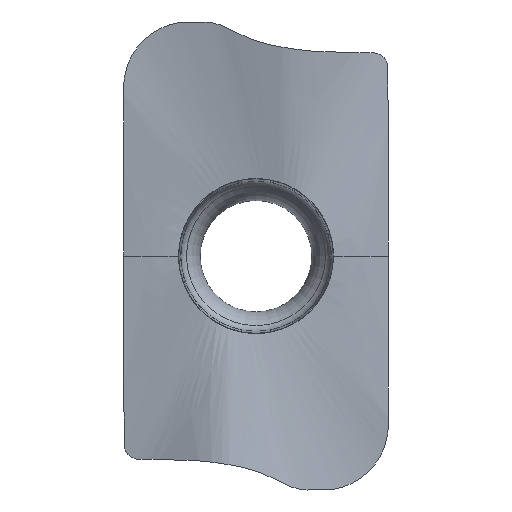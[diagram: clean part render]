
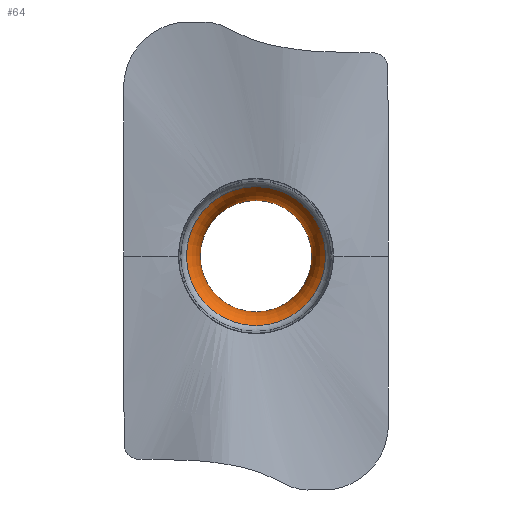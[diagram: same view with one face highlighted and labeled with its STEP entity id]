
A CAD part, top view. The second image highlights one B-rep face of the part: STEP entity #64.
In plain terms, the highlighted toroidal (fillet/blend) face has major radius 2.6 mm and minor radius 1.2 mm.
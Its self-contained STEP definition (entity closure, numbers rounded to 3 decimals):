
#37=TOROIDAL_SURFACE('',#269,2.6,1.2);
#64=ADVANCED_FACE('',(#86,#87),#37,.T.);
#73=CIRCLE('',#263,1.4);
#75=CIRCLE('',#266,1.746);
#86=FACE_BOUND('',#106,.T.);
#87=FACE_BOUND('',#107,.T.);
#106=EDGE_LOOP('',(#158));
#107=EDGE_LOOP('',(#159));
#158=ORIENTED_EDGE('',*,*,#201,.T.);
#159=ORIENTED_EDGE('',*,*,#203,.F.);
#175=VERTEX_POINT('',#4954);
#177=VERTEX_POINT('',#4959);
#201=EDGE_CURVE('',#175,#175,#73,.T.);
#203=EDGE_CURVE('',#177,#177,#75,.T.);
#263=AXIS2_PLACEMENT_3D('',#4953,#292,#293);
#266=AXIS2_PLACEMENT_3D('',#4958,#298,#299);
#269=AXIS2_PLACEMENT_3D('',#4962,#304,#305);
#292=DIRECTION('',(0.,0.,-1.));
#293=DIRECTION('',(1.,0.,0.));
#298=DIRECTION('',(0.,0.,-1.));
#299=DIRECTION('',(1.,0.,0.));
#304=DIRECTION('',(0.,0.,1.));
#305=DIRECTION('',(1.,0.,0.));
#4953=CARTESIAN_POINT('',(0.,0.,-2.546));
#4954=CARTESIAN_POINT('',(1.4,0.,-2.546));
#4958=CARTESIAN_POINT('',(0.,0.,-1.703));
#4959=CARTESIAN_POINT('',(1.746,0.,-1.703));
#4962=CARTESIAN_POINT('',(0.,0.,-2.546));
